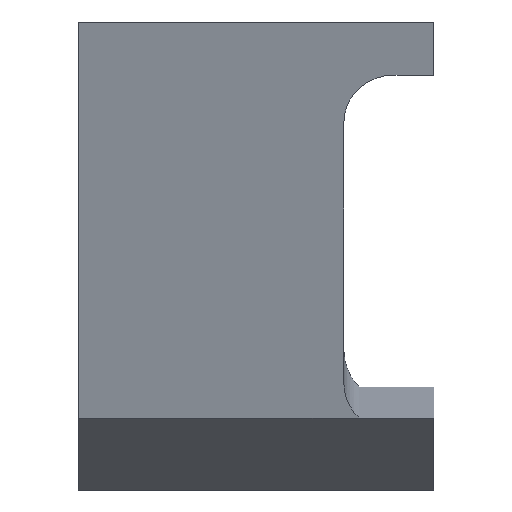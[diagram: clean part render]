
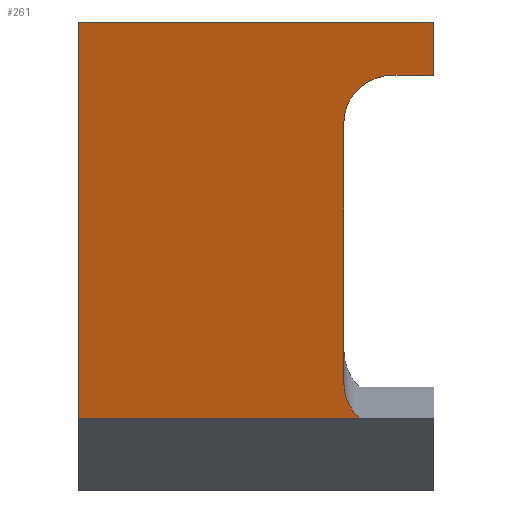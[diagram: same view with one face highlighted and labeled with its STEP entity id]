
A CAD part, top view. The second image highlights one B-rep face of the part: STEP entity #261.
In plain terms, the highlighted planar face has unit normal (0, -0.259, 0.966).
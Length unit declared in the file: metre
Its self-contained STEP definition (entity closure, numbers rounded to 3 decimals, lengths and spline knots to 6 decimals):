
#15=CIRCLE('',#293,0.00338);
#16=CIRCLE('',#294,0.00338);
#44=ORIENTED_EDGE('',*,*,#116,.T.);
#45=ORIENTED_EDGE('',*,*,#117,.F.);
#46=ORIENTED_EDGE('',*,*,#118,.T.);
#47=ORIENTED_EDGE('',*,*,#119,.F.);
#48=ORIENTED_EDGE('',*,*,#120,.T.);
#49=ORIENTED_EDGE('',*,*,#114,.F.);
#50=ORIENTED_EDGE('',*,*,#121,.F.);
#51=ORIENTED_EDGE('',*,*,#122,.T.);
#114=EDGE_CURVE('',#149,#150,#172,.T.);
#116=EDGE_CURVE('',#151,#152,#15,.T.);
#117=EDGE_CURVE('',#153,#152,#174,.T.);
#118=EDGE_CURVE('',#153,#154,#16,.T.);
#119=EDGE_CURVE('',#155,#154,#175,.T.);
#120=EDGE_CURVE('',#155,#150,#176,.T.);
#121=EDGE_CURVE('',#156,#149,#177,.T.);
#122=EDGE_CURVE('',#156,#151,#178,.T.);
#149=VERTEX_POINT('',#422);
#150=VERTEX_POINT('',#424);
#151=VERTEX_POINT('',#428);
#152=VERTEX_POINT('',#429);
#153=VERTEX_POINT('',#431);
#154=VERTEX_POINT('',#433);
#155=VERTEX_POINT('',#435);
#156=VERTEX_POINT('',#438);
#172=LINE('',#423,#201);
#174=LINE('',#430,#203);
#175=LINE('',#434,#204);
#176=LINE('',#436,#205);
#177=LINE('',#437,#206);
#178=LINE('',#439,#207);
#201=VECTOR('',#337,1.);
#203=VECTOR('',#343,1.);
#204=VECTOR('',#346,1.);
#205=VECTOR('',#347,1.);
#206=VECTOR('',#348,1.);
#207=VECTOR('',#349,1.);
#219=EDGE_LOOP('',(#44,#45,#46,#47,#48,#49,#50,#51));
#234=FACE_BOUND('',#219,.T.);
#249=PLANE('',#292);
#261=ADVANCED_FACE('',(#234),#249,.T.);
#292=AXIS2_PLACEMENT_3D('',#426,#339,#340);
#293=AXIS2_PLACEMENT_3D('',#427,#341,#342);
#294=AXIS2_PLACEMENT_3D('',#432,#344,#345);
#337=DIRECTION('',(1.,0.,0.));
#339=DIRECTION('',(0.,-0.259,0.966));
#340=DIRECTION('',(0.,-0.966,-0.259));
#341=DIRECTION('',(0.,0.259,-0.966));
#342=DIRECTION('',(0.,-0.966,-0.259));
#343=DIRECTION('',(0.,-0.966,-0.259));
#344=DIRECTION('',(0.,0.259,-0.966));
#345=DIRECTION('',(0.,-0.966,-0.259));
#346=DIRECTION('',(-1.,0.,0.));
#347=DIRECTION('',(0.,0.966,0.259));
#348=DIRECTION('',(0.,0.966,0.259));
#349=DIRECTION('',(1.,0.,0.));
#422=CARTESIAN_POINT('',(-0.0246,0.,0.032951));
#423=CARTESIAN_POINT('',(-0.0246,0.,0.032951));
#424=CARTESIAN_POINT('',(-0.0001,0.,0.032951));
#426=CARTESIAN_POINT('',(-0.0246,-0.013641,0.0293));
#427=CARTESIAN_POINT('',(-0.002913,-0.024915,0.026282));
#428=CARTESIAN_POINT('',(-0.005241,-0.027282,0.025648));
#429=CARTESIAN_POINT('',(-0.006293,-0.024915,0.026282));
#430=CARTESIAN_POINT('',(-0.006293,-0.015925,0.028688));
#431=CARTESIAN_POINT('',(-0.006293,-0.006935,0.031094));
#432=CARTESIAN_POINT('',(-0.002913,-0.006935,0.031094));
#433=CARTESIAN_POINT('',(-0.002913,-0.00367,0.031968));
#434=CARTESIAN_POINT('',(-0.0017,-0.00367,0.031968));
#435=CARTESIAN_POINT('',(-0.0001,-0.00367,0.031968));
#436=CARTESIAN_POINT('',(-0.0001,-0.013641,0.0293));
#437=CARTESIAN_POINT('',(-0.0246,-0.013641,0.0293));
#438=CARTESIAN_POINT('',(-0.0246,-0.027282,0.025648));
#439=CARTESIAN_POINT('',(-0.0246,-0.027282,0.025648));
